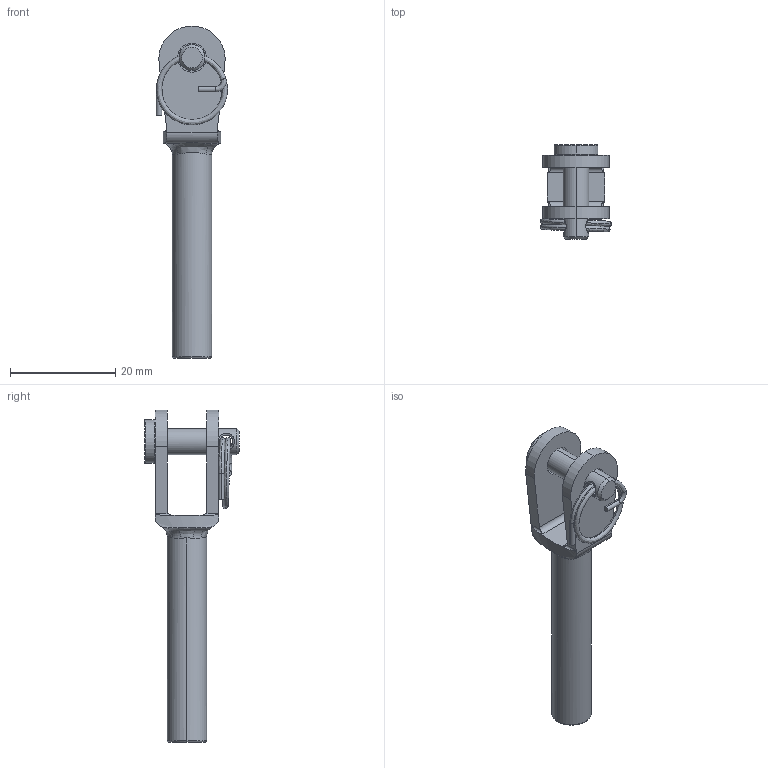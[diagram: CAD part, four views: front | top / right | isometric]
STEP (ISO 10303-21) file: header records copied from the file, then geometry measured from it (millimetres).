
FILE_DESCRIPTION (( 'STEP AP203' ), '1' );
FILE_NAME ('100057005.STEP', '2018-06-15T07:33:16', ( '' ), ( '' ), 'SwSTEP 2.0', 'SolidWorks 2015', '' );
FILE_SCHEMA (( 'CONFIG_CONTROL_DESIGN' ));
Length unit declared in the file: millimetre
Products named in the file (4): 10005700X Teil2_100057005 Teil2; 100057005; 10005700X Teil1_100057005 Teil1; 10005700X Teil3_100057005 Teil2
Assembly tree (3 placements, depth 2):
  100057005
    10005700X Teil1_100057005 Teil1
    10005700X Teil2_100057005 Teil2
    10005700X Teil3_100057005 Teil2
Bounding box: 13.5 x 18 x 63 mm (x, y, z)
Volume: 3000.2 mm3; surface area: 3300.9 mm2
Topology: 3 solids, 3 shells, 308 faces, 829 edges, 535 vertices
Faces by surface type: bspline 121, plane 97, cylinder 74, torus 10, cone 6
Entity records: 19080 total; most frequent: CARTESIAN_POINT 11880, ORIENTED_EDGE 1654, DIRECTION 1035, EDGE_CURVE 827, VERTEX_POINT 535, LINE 349, VECTOR 349, AXIS2_PLACEMENT_3D 343
